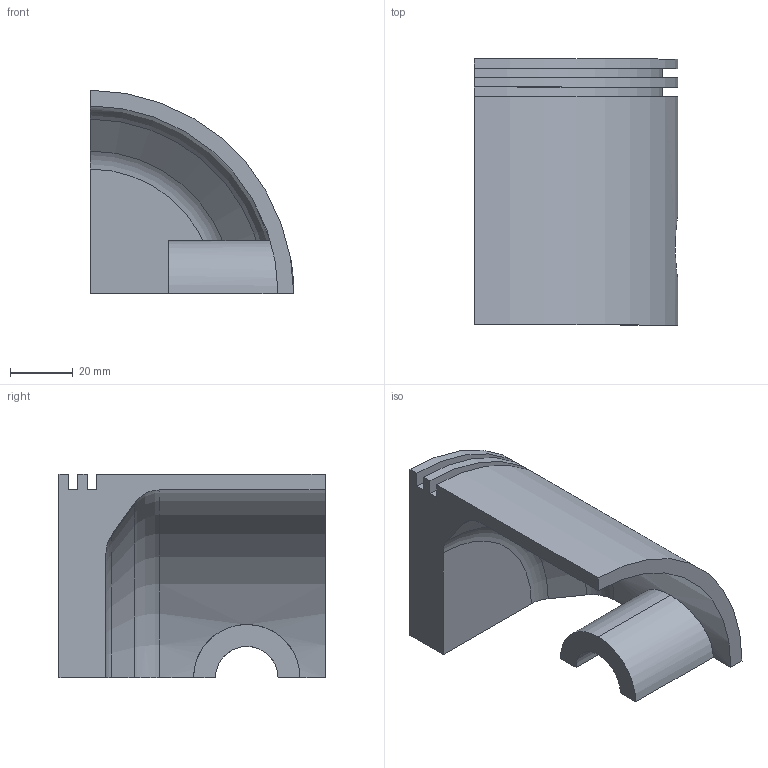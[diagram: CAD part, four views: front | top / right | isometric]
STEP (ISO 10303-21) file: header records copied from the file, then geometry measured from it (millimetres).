
FILE_DESCRIPTION(('STEP AP203'),'1');
FILE_NAME('Piston.stp','2012-12-08T06:31:27',(' '),(' '),'Spatial InterOp 3D',' ',' ');
FILE_SCHEMA(('CONFIG_CONTROL_DESIGN'));
Length unit declared in the file: millimetre
Products named in the file (1): 1
Bounding box: 65 x 85 x 65 mm (x, y, z)
Volume: 99695.4 mm3; surface area: 28835.1 mm2
Topology: 1 solids, 1 shells, 24 faces, 73 edges, 51 vertices
Faces by surface type: plane 11, cylinder 10, torus 2, cone 1
Entity records: 967 total; most frequent: CARTESIAN_POINT 248, ORIENTED_EDGE 146, DIRECTION 141, EDGE_CURVE 73, VERTEX_POINT 51, AXIS2_PLACEMENT_3D 50, LINE 41, VECTOR 41
